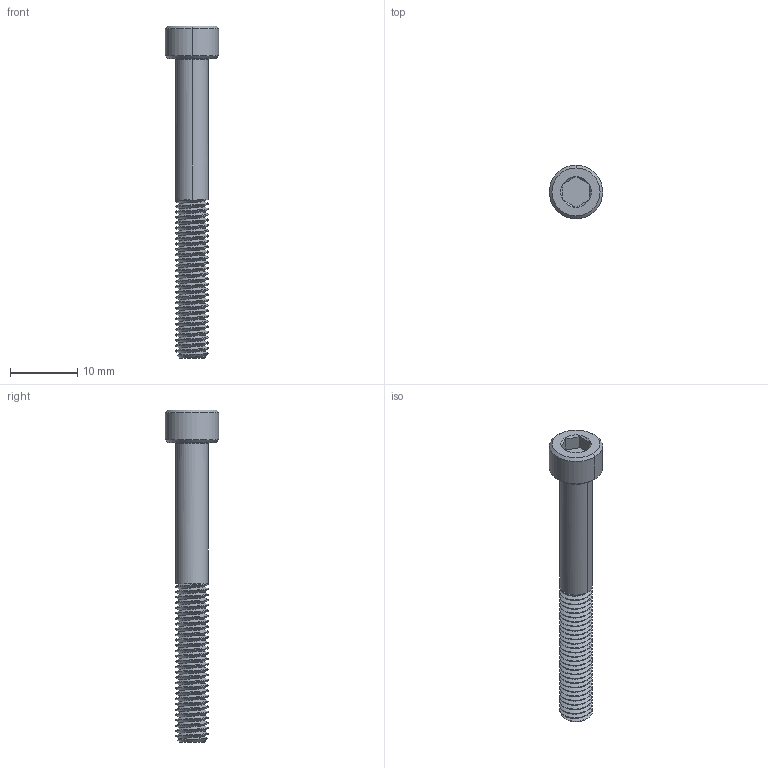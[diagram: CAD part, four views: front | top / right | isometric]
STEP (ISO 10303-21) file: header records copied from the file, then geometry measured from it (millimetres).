
FILE_DESCRIPTION (( 'STEP AP214' ), '1' );
FILE_NAME ('am-1048 10-32 x 1750 SHCS.STEP', '2023-07-26T17:38:58', ( '' ), ( '' ), 'SwSTEP 2.0', 'SolidWorks 2022', '' );
FILE_SCHEMA (( 'AUTOMOTIVE_DESIGN' ));
Length unit declared in the file: inch
Products named in the file (1): am-1048 10-32 x 1750 SHCS
Bounding box: 7.92 x 7.92 x 49.28 mm (x, y, z)
Volume: 930.4 mm3; surface area: 1104.1 mm2
Topology: 1 solids, 1 shells, 91 faces, 243 edges, 156 vertices
Faces by surface type: cylinder 61, cone 16, plane 11, bspline 3
Entity records: 8114 total; most frequent: CARTESIAN_POINT 6191, ORIENTED_EDGE 486, DIRECTION 309, EDGE_CURVE 243, VERTEX_POINT 156, AXIS2_PLACEMENT_3D 113, EDGE_LOOP 93, FACE_OUTER_BOUND 91
